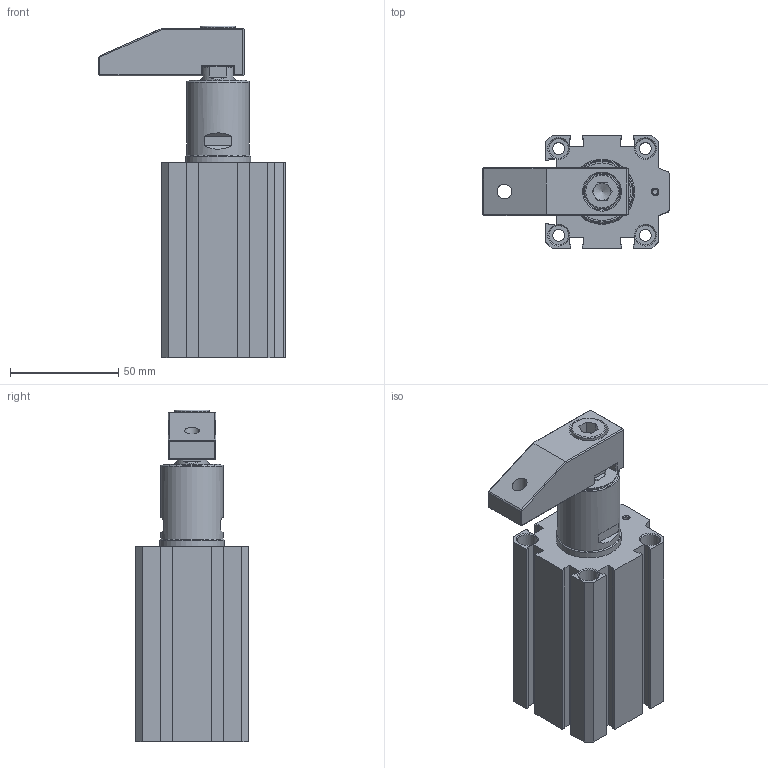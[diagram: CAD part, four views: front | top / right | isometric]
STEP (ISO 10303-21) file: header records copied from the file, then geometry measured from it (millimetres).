
FILE_DESCRIPTION(/* description */ ('STEP AP214'),/* implementation_level */ '2;1');
FILE_NAME(/* name */ 'SCQ_40_S_MIT_SPANNARM_TUENKERS.stp',/* time_stamp */ '2019-02-05T10:01:41+01:00',/* author */ ('rauhutc'),/* organization */ (''),/* preprocessor_version */ 'ST-DEVELOPER v17',/* originating_system */ 'Autodesk Inventor 2018',/* authorisation */ '');
FILE_SCHEMA (('AUTOMOTIVE_DESIGN { 1 0 10303 214 3 1 1 }'));
Length unit declared in the file: millimetre
Products named in the file (4): SCQ-40-S; pbL40-Part-3_¹w³]; pbL40-Part-1_¹w³]; pbL40-Part-2_¹w³]
Assembly tree (3 placements, depth 2):
  SCQ-40-S
    pbL40-Part-3_¹w³]
    pbL40-Part-1_¹w³]
    pbL40-Part-2_¹w³]
Bounding box: 86 x 52 x 153 mm (x, y, z)
Volume: 262807.6 mm3; surface area: 54579.3 mm2
Topology: 3 solids, 4 shells, 226 faces, 654 edges, 445 vertices
Faces by surface type: plane 149, cylinder 41, cone 34, torus 2
Full cylindrical faces by diameter (mm): 2.5 x9, 5.5 x4, 6.8 x1, 8 x1, 8.1 x2, 8.5 x1, 8.7 x2, 9 x8, 10 x1, 10.5 x1, 12 x2, 16 x2, 17 x1, 26.5 x1, 29 x1, 30 x1, 42.9 x1
Entity records: 7808 total; most frequent: CARTESIAN_POINT 1472, DIRECTION 1323, ORIENTED_EDGE 1300, EDGE_CURVE 650, AXIS2_PLACEMENT_3D 464, VERTEX_POINT 445, LINE 395, VECTOR 395
